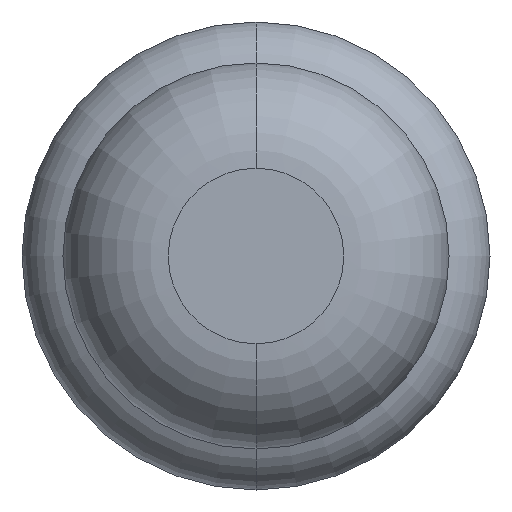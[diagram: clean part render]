
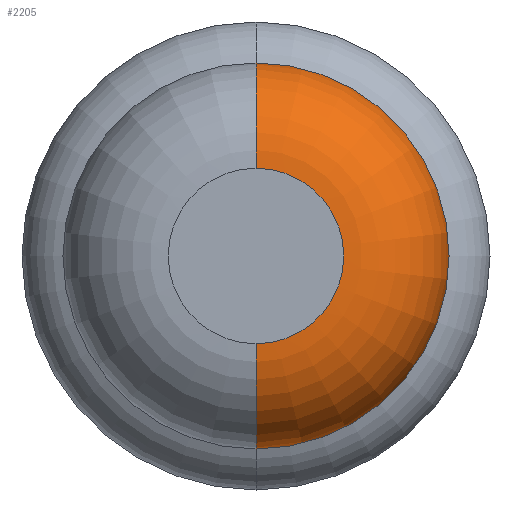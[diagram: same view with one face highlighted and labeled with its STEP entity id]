
A CAD part, front view. The second image highlights one B-rep face of the part: STEP entity #2205.
In plain terms, the highlighted toroidal (fillet/blend) face has major radius 0.375 mm and minor radius 0.45 mm.
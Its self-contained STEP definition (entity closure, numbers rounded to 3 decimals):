
#369 = DIRECTION ( 'NONE',  ( 0., 1., 0. ) ) ;
#468 = EDGE_CURVE ( 'Defeature ausgef�hrt2_9+Defeature ausgef�hrt2_8+Defeature ausgef�hrt2_8+Defeature ausgef�hrt2_8', #2825, #4131, #3316, .T. ) ;
#600 = EDGE_CURVE ( 'NONE', #4062, #4131, #3263, .T. ) ;
#662 = ORIENTED_EDGE ( 'NONE', *, *, #1488, .F. ) ;
#696 = DIRECTION ( 'NONE',  ( 0., 0., 1. ) ) ;
#704 = ORIENTED_EDGE ( 'NONE', *, *, #3056, .T. ) ;
#709 = CARTESIAN_POINT ( 'NONE',  ( 0., -29., 0. ) ) ;
#931 = EDGE_LOOP ( 'NONE', ( #704, #3650, #4490, #662 ) ) ;
#1021 = CARTESIAN_POINT ( 'NONE',  ( 0., -28.55, -0.375 ) ) ;
#1190 = CARTESIAN_POINT ( 'NONE',  ( 0., -29., -0.375 ) ) ;
#1295 = CARTESIAN_POINT ( 'NONE',  ( 0., -28.55, -0.825 ) ) ;
#1488 = EDGE_CURVE ( 'NONE', #2403, #2825, #2171, .T. ) ;
#1491 = DIRECTION ( 'NONE',  ( 0., 1., 0. ) ) ;
#1690 = DIRECTION ( 'NONE',  ( 1., 0., 0. ) ) ;
#1781 = DIRECTION ( 'NONE',  ( -1., 0., 0. ) ) ;
#1850 = CARTESIAN_POINT ( 'NONE',  ( 0., -29., 0.375 ) ) ;
#1861 = AXIS2_PLACEMENT_3D ( 'NONE', #1021, #1690, #3871 ) ;
#2012 = AXIS2_PLACEMENT_3D ( 'NONE', #2811, #1781, #696 ) ;
#2084 = DIRECTION ( 'NONE',  ( 0., 0., 1. ) ) ;
#2112 = DIRECTION ( 'NONE',  ( 0., 1., 0. ) ) ;
#2141 = CIRCLE ( 'NONE', #3886, 0.375 ) ;
#2171 = CIRCLE ( 'NONE', #2012, 0.45 ) ;
#2205 = ADVANCED_FACE ( 'Defeature ausgef�hrt2_8', ( #2512 ), #4337, .T. ) ;
#2253 = AXIS2_PLACEMENT_3D ( 'NONE', #4548, #369, #3852 ) ;
#2403 = VERTEX_POINT ( 'NONE', #1850 ) ;
#2512 = FACE_OUTER_BOUND ( 'NONE', #931, .T. ) ;
#2811 = CARTESIAN_POINT ( 'NONE',  ( 0., -28.55, 0.375 ) ) ;
#2825 = VERTEX_POINT ( 'NONE', #3104 ) ;
#3056 = EDGE_CURVE ( 'Defeature ausgef�hrt2_8+Defeature ausgef�hrt2_7+Defeature ausgef�hrt2_7+Defeature ausgef�hrt2_7', #2403, #4062, #2141, .T. ) ;
#3104 = CARTESIAN_POINT ( 'NONE',  ( 0., -28.55, 0.825 ) ) ;
#3263 = CIRCLE ( 'NONE', #1861, 0.45 ) ;
#3316 = CIRCLE ( 'NONE', #4561, 0.825 ) ;
#3608 = CARTESIAN_POINT ( 'NONE',  ( 0., -28.55, 0. ) ) ;
#3650 = ORIENTED_EDGE ( 'NONE', *, *, #600, .T. ) ;
#3852 = DIRECTION ( 'NONE',  ( 0., 0., 1. ) ) ;
#3871 = DIRECTION ( 'NONE',  ( 0., 0., -1. ) ) ;
#3886 = AXIS2_PLACEMENT_3D ( 'NONE', #709, #2112, #4580 ) ;
#4062 = VERTEX_POINT ( 'NONE', #1190 ) ;
#4131 = VERTEX_POINT ( 'NONE', #1295 ) ;
#4337 = TOROIDAL_SURFACE ( 'NONE', #2253, 0.375, 0.45 ) ;
#4490 = ORIENTED_EDGE ( 'NONE', *, *, #468, .F. ) ;
#4548 = CARTESIAN_POINT ( 'NONE',  ( 0., -28.55, 0. ) ) ;
#4561 = AXIS2_PLACEMENT_3D ( 'NONE', #3608, #1491, #2084 ) ;
#4580 = DIRECTION ( 'NONE',  ( 0., 0., 1. ) ) ;
